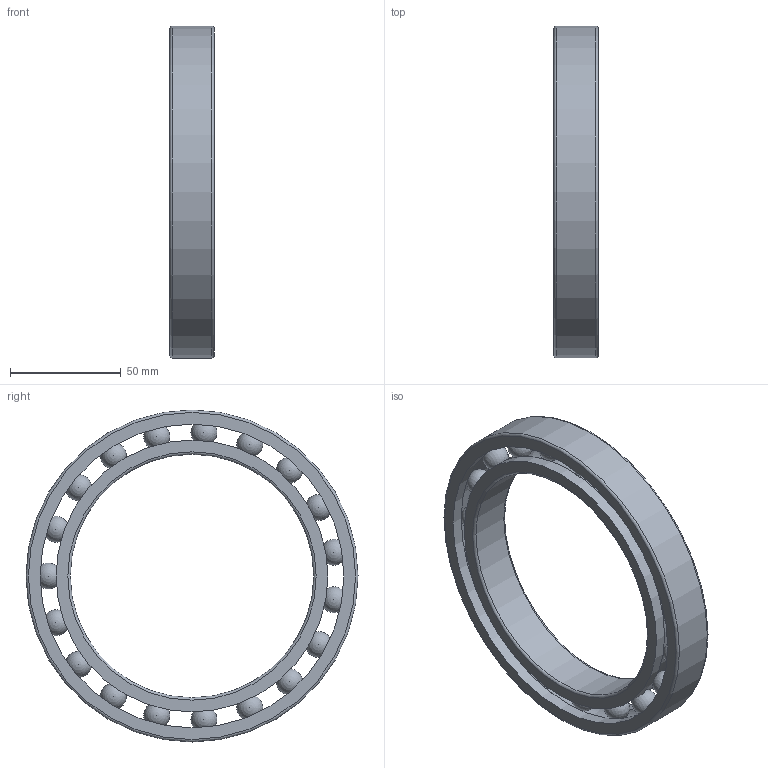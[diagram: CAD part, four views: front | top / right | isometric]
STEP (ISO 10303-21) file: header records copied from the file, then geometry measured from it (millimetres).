
FILE_DESCRIPTION(/* description */ ('STEP AP214'),/* implementation_level */ '2;1');
FILE_NAME(/* name */ '6922',/* time_stamp */ '2025-10-12T21:17:20+02:00',/* author */ ('License CC BY-ND 4.0'),/* organization */ ('CADENAS'),/* preprocessor_version */ 'ST-DEVELOPER v19.3',/* originating_system */ 'PARTsolutions',/* authorisation */ ' ');
FILE_SCHEMA (('AUTOMOTIVE_DESIGN {1 0 10303 214 3 1 1}'));
Length unit declared in the file: millimetre
Products named in the file (4): 6922; 6922 Inner Ring; 6922 Outer Ring; 6922 Ball
Assembly tree (21 placements, depth 2):
  6922
    6922 Inner Ring
    6922 Outer Ring
    6922 Ball  x19
Bounding box: 20 x 150 x 150 mm (x, y, z)
Volume: 107320.7 mm3; surface area: 51915.5 mm2
Topology: 21 solids, 21 shells, 35 faces, 85 edges, 54 vertices
Faces by surface type: sphere 19, torus 6, cylinder 6, plane 4
Full cylindrical faces by diameter (mm): 110 x1, 122.8 x2, 137.2 x2, 150 x1
Entity records: 591 total; most frequent: DIRECTION 110, CARTESIAN_POINT 72, AXIS2_PLACEMENT_3D 55, FACE_BOUND 33, ORIENTED_EDGE 32, EDGE_LOOP 32, PRODUCT_DEFINITION_SHAPE 25, CONTEXT_DEPENDENT_SHAPE_REPRESENTATION 21
